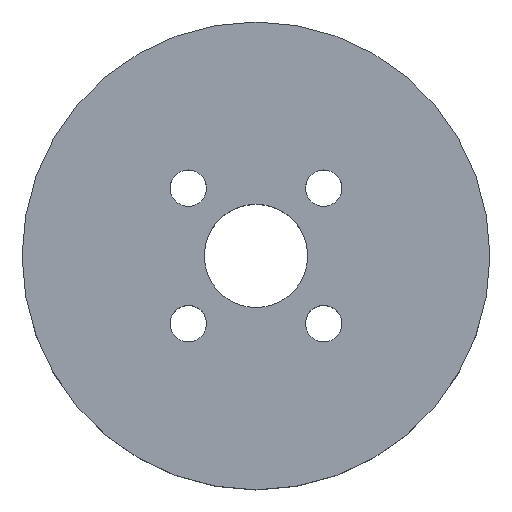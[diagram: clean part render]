
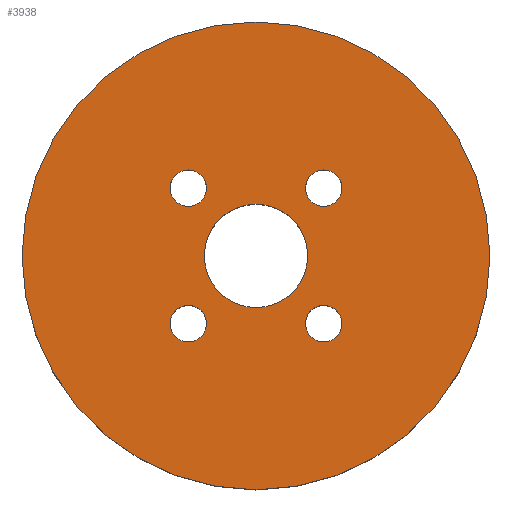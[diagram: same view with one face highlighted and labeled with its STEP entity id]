
A CAD part, top view. The second image highlights one B-rep face of the part: STEP entity #3938.
In plain terms, the highlighted planar face has unit normal (0, 0, 1).
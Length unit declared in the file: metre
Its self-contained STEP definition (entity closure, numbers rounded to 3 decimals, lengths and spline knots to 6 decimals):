
#15=PLANE('',#4561);
#1409=ORIENTED_EDGE('',*,*,#2231,.F.);
#1410=ORIENTED_EDGE('',*,*,#2232,.F.);
#1411=ORIENTED_EDGE('',*,*,#2233,.F.);
#1412=ORIENTED_EDGE('',*,*,#2234,.F.);
#1413=ORIENTED_EDGE('',*,*,#2235,.F.);
#1414=ORIENTED_EDGE('',*,*,#2230,.T.);
#2230=EDGE_CURVE('',#2642,#2642,#3054,.T.);
#2231=EDGE_CURVE('',#2643,#2643,#3055,.T.);
#2232=EDGE_CURVE('',#2644,#2644,#3056,.T.);
#2233=EDGE_CURVE('',#2645,#2645,#3057,.T.);
#2234=EDGE_CURVE('',#2646,#2646,#3058,.T.);
#2235=EDGE_CURVE('',#2647,#2647,#3059,.T.);
#2642=VERTEX_POINT('',#7227);
#2643=VERTEX_POINT('',#7230);
#2644=VERTEX_POINT('',#7232);
#2645=VERTEX_POINT('',#7234);
#2646=VERTEX_POINT('',#7236);
#2647=VERTEX_POINT('',#7238);
#3054=CIRCLE('',#4560,0.027617);
#3055=CIRCLE('',#4562,0.0061);
#3056=CIRCLE('',#4563,0.00215);
#3057=CIRCLE('',#4564,0.00215);
#3058=CIRCLE('',#4565,0.00215);
#3059=CIRCLE('',#4566,0.00215);
#3272=EDGE_LOOP('',(#1409));
#3273=EDGE_LOOP('',(#1410));
#3274=EDGE_LOOP('',(#1411));
#3275=EDGE_LOOP('',(#1412));
#3276=EDGE_LOOP('',(#1413));
#3277=EDGE_LOOP('',(#1414));
#3504=FACE_BOUND('',#3272,.T.);
#3505=FACE_BOUND('',#3273,.T.);
#3506=FACE_BOUND('',#3274,.T.);
#3507=FACE_BOUND('',#3275,.T.);
#3508=FACE_BOUND('',#3276,.T.);
#3509=FACE_BOUND('',#3277,.T.);
#3938=ADVANCED_FACE('',(#3504,#3505,#3506,#3507,#3508,#3509),#15,.T.);
#4560=AXIS2_PLACEMENT_3D('',#7226,#5982,#5983);
#4561=AXIS2_PLACEMENT_3D('',#7228,#5984,#5985);
#4562=AXIS2_PLACEMENT_3D('',#7229,#5986,#5987);
#4563=AXIS2_PLACEMENT_3D('',#7231,#5988,#5989);
#4564=AXIS2_PLACEMENT_3D('',#7233,#5990,#5991);
#4565=AXIS2_PLACEMENT_3D('',#7235,#5992,#5993);
#4566=AXIS2_PLACEMENT_3D('',#7237,#5994,#5995);
#5982=DIRECTION('',(0.,0.,1.));
#5983=DIRECTION('',(1.,0.,0.));
#5984=DIRECTION('',(0.,0.,1.));
#5985=DIRECTION('',(1.,0.,0.));
#5986=DIRECTION('',(0.,0.,1.));
#5987=DIRECTION('',(1.,0.,0.));
#5988=DIRECTION('',(0.,0.,1.));
#5989=DIRECTION('',(1.,0.,0.));
#5990=DIRECTION('',(0.,0.,1.));
#5991=DIRECTION('',(1.,0.,0.));
#5992=DIRECTION('',(0.,0.,1.));
#5993=DIRECTION('',(1.,0.,0.));
#5994=DIRECTION('',(0.,0.,1.));
#5995=DIRECTION('',(1.,0.,0.));
#7226=CARTESIAN_POINT('',(0.,0.,0.0066));
#7227=CARTESIAN_POINT('',(0.027617,0.,0.0066));
#7228=CARTESIAN_POINT('',(0.,0.,0.0066));
#7229=CARTESIAN_POINT('',(0.,0.,0.0066));
#7230=CARTESIAN_POINT('',(0.0061,0.,0.0066));
#7231=CARTESIAN_POINT('',(-0.008,0.008,0.0066));
#7232=CARTESIAN_POINT('',(-0.00585,0.008,0.0066));
#7233=CARTESIAN_POINT('',(0.008,-0.008,0.0066));
#7234=CARTESIAN_POINT('',(0.01015,-0.008,0.0066));
#7235=CARTESIAN_POINT('',(-0.008,-0.008,0.0066));
#7236=CARTESIAN_POINT('',(-0.00585,-0.008,0.0066));
#7237=CARTESIAN_POINT('',(0.008,0.008,0.0066));
#7238=CARTESIAN_POINT('',(0.01015,0.008,0.0066));
